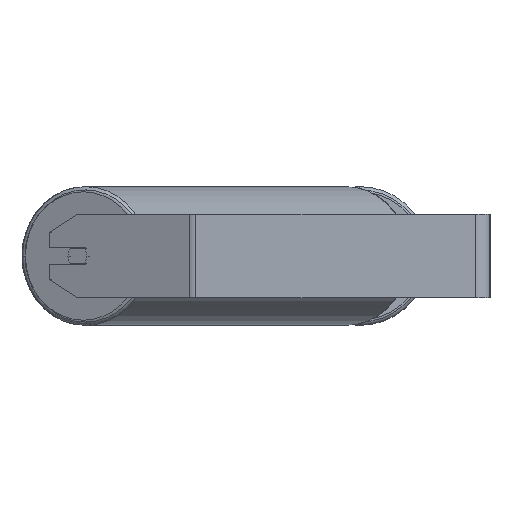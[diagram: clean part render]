
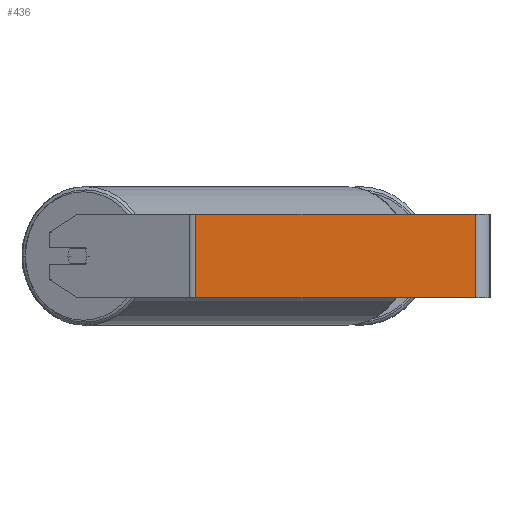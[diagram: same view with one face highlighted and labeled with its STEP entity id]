
A CAD part, left-side view. The second image highlights one B-rep face of the part: STEP entity #436.
In plain terms, the highlighted planar face has unit normal (-1, 0, 0).
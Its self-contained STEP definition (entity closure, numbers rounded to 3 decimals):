
#141 = CARTESIAN_POINT ( 'NONE',  ( -945., 284.957, 40. ) ) ;
#436 = ADVANCED_FACE ( 'NONE', ( #3180 ), #4566, .F. ) ;
#628 = DIRECTION ( 'NONE',  ( 0., -1., 0. ) ) ;
#938 = VECTOR ( 'NONE', #628, 1000. ) ;
#961 = DIRECTION ( 'NONE',  ( 1., 0., 0. ) ) ;
#1141 = LINE ( 'NONE', #7239, #3076 ) ;
#1162 = LINE ( 'NONE', #3903, #938 ) ;
#1389 = VERTEX_POINT ( 'NONE', #1646 ) ;
#1412 = CARTESIAN_POINT ( 'NONE',  ( -945., 281.853, 40. ) ) ;
#1646 = CARTESIAN_POINT ( 'NONE',  ( -945., 281.853, -40. ) ) ;
#1872 = VERTEX_POINT ( 'NONE', #6589 ) ;
#2064 = EDGE_CURVE ( 'NONE', #6885, #1389, #4739, .T. ) ;
#3076 = VECTOR ( 'NONE', #3881, 1000. ) ;
#3180 = FACE_OUTER_BOUND ( 'NONE', #7841, .T. ) ;
#3377 = ORIENTED_EDGE ( 'NONE', *, *, #2064, .T. ) ;
#3637 = EDGE_CURVE ( 'NONE', #1389, #7851, #1162, .T. ) ;
#3881 = DIRECTION ( 'NONE',  ( 0., 0., -1. ) ) ;
#3903 = CARTESIAN_POINT ( 'NONE',  ( -945., 284.957, -40. ) ) ;
#3974 = ORIENTED_EDGE ( 'NONE', *, *, #3989, .F. ) ;
#3989 = EDGE_CURVE ( 'NONE', #6885, #1872, #4130, .T. ) ;
#4130 = LINE ( 'NONE', #141, #7012 ) ;
#4324 = DIRECTION ( 'NONE',  ( 0., 0., -1. ) ) ;
#4566 = PLANE ( 'NONE',  #8549 ) ;
#4739 = LINE ( 'NONE', #1412, #8273 ) ;
#5755 = EDGE_CURVE ( 'NONE', #1872, #7851, #1141, .T. ) ;
#5809 = CARTESIAN_POINT ( 'NONE',  ( -945., 281.853, 40. ) ) ;
#6489 = ORIENTED_EDGE ( 'NONE', *, *, #5755, .F. ) ;
#6589 = CARTESIAN_POINT ( 'NONE',  ( -945., 14., 40. ) ) ;
#6780 = DIRECTION ( 'NONE',  ( 0., -1., 0. ) ) ;
#6885 = VERTEX_POINT ( 'NONE', #5809 ) ;
#7012 = VECTOR ( 'NONE', #6780, 1000. ) ;
#7035 = ORIENTED_EDGE ( 'NONE', *, *, #3637, .T. ) ;
#7239 = CARTESIAN_POINT ( 'NONE',  ( -945., 14., 40. ) ) ;
#7421 = DIRECTION ( 'NONE',  ( 0., 0., -1. ) ) ;
#7647 = CARTESIAN_POINT ( 'NONE',  ( -945., 14., -40. ) ) ;
#7841 = EDGE_LOOP ( 'NONE', ( #7035, #6489, #3974, #3377 ) ) ;
#7851 = VERTEX_POINT ( 'NONE', #7647 ) ;
#8273 = VECTOR ( 'NONE', #7421, 1000. ) ;
#8549 = AXIS2_PLACEMENT_3D ( 'NONE', #8680, #961, #4324 ) ;
#8680 = CARTESIAN_POINT ( 'NONE',  ( -945., 284.957, 40. ) ) ;
